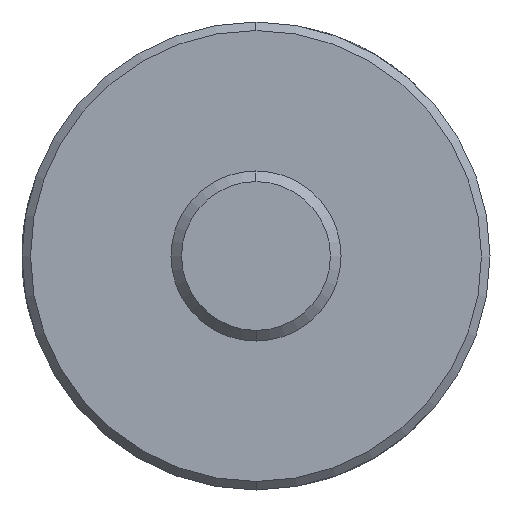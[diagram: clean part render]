
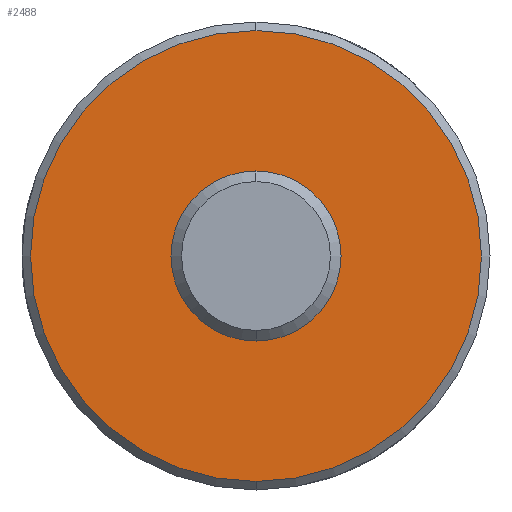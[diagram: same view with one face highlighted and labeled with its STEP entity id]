
A CAD part, left-side view. The second image highlights one B-rep face of the part: STEP entity #2488.
In plain terms, the highlighted planar face has unit normal (-1, 0, 0).
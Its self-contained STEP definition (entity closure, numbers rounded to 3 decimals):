
#24 = DIRECTION ( 'NONE',  ( 0., 0., -1. ) ) ;
#76 = EDGE_LOOP ( 'NONE', ( #559, #1131 ) ) ;
#81 = CARTESIAN_POINT ( 'NONE',  ( -4., 0., 0. ) ) ;
#153 = AXIS2_PLACEMENT_3D ( 'NONE', #2073, #1453, #2230 ) ;
#218 = DIRECTION ( 'NONE',  ( 0., 0., -1. ) ) ;
#271 = CARTESIAN_POINT ( 'NONE',  ( -4., 0., -5.3 ) ) ;
#285 = EDGE_LOOP ( 'NONE', ( #851, #1481 ) ) ;
#309 = VERTEX_POINT ( 'NONE', #658 ) ;
#311 = VERTEX_POINT ( 'NONE', #271 ) ;
#318 = AXIS2_PLACEMENT_3D ( 'NONE', #543, #2456, #899 ) ;
#435 = EDGE_CURVE ( 'NONE', #309, #311, #1996, .T. ) ;
#528 = EDGE_CURVE ( 'NONE', #311, #309, #2465, .T. ) ;
#543 = CARTESIAN_POINT ( 'NONE',  ( -4., 0., 0. ) ) ;
#559 = ORIENTED_EDGE ( 'NONE', *, *, #2134, .T. ) ;
#658 = CARTESIAN_POINT ( 'NONE',  ( -4., 0., 5.3 ) ) ;
#851 = ORIENTED_EDGE ( 'NONE', *, *, #528, .T. ) ;
#899 = DIRECTION ( 'NONE',  ( 0., 0., -1. ) ) ;
#1131 = ORIENTED_EDGE ( 'NONE', *, *, #1984, .T. ) ;
#1141 = AXIS2_PLACEMENT_3D ( 'NONE', #1595, #1994, #24 ) ;
#1181 = DIRECTION ( 'NONE',  ( 0., 0., -1. ) ) ;
#1227 = DIRECTION ( 'NONE',  ( 1., 0., 0. ) ) ;
#1367 = AXIS2_PLACEMENT_3D ( 'NONE', #1547, #2490, #1181 ) ;
#1407 = CIRCLE ( 'NONE', #1743, 2. ) ;
#1453 = DIRECTION ( 'NONE',  ( -1., 0., 0. ) ) ;
#1481 = ORIENTED_EDGE ( 'NONE', *, *, #435, .T. ) ;
#1547 = CARTESIAN_POINT ( 'NONE',  ( -4., 0., 0. ) ) ;
#1595 = CARTESIAN_POINT ( 'NONE',  ( -4., 0., 0. ) ) ;
#1735 = CARTESIAN_POINT ( 'NONE',  ( -4., 0., 2. ) ) ;
#1743 = AXIS2_PLACEMENT_3D ( 'NONE', #81, #1227, #218 ) ;
#1770 = FACE_OUTER_BOUND ( 'NONE', #285, .T. ) ;
#1787 = CARTESIAN_POINT ( 'NONE',  ( -4., 0., -2. ) ) ;
#1984 = EDGE_CURVE ( 'NONE', #2005, #2088, #2468, .T. ) ;
#1994 = DIRECTION ( 'NONE',  ( 1., 0., 0. ) ) ;
#1996 = CIRCLE ( 'NONE', #318, 5.3 ) ;
#2005 = VERTEX_POINT ( 'NONE', #1735 ) ;
#2008 = FACE_BOUND ( 'NONE', #76, .T. ) ;
#2073 = CARTESIAN_POINT ( 'NONE',  ( -4., 0., 0. ) ) ;
#2088 = VERTEX_POINT ( 'NONE', #1787 ) ;
#2134 = EDGE_CURVE ( 'NONE', #2088, #2005, #1407, .T. ) ;
#2164 = PLANE ( 'NONE',  #1141 ) ;
#2230 = DIRECTION ( 'NONE',  ( 0., 0., -1. ) ) ;
#2456 = DIRECTION ( 'NONE',  ( -1., 0., 0. ) ) ;
#2465 = CIRCLE ( 'NONE', #153, 5.3 ) ;
#2468 = CIRCLE ( 'NONE', #1367, 2. ) ;
#2488 = ADVANCED_FACE ( 'NONE', ( #1770, #2008 ), #2164, .F. ) ;
#2490 = DIRECTION ( 'NONE',  ( 1., 0., 0. ) ) ;
